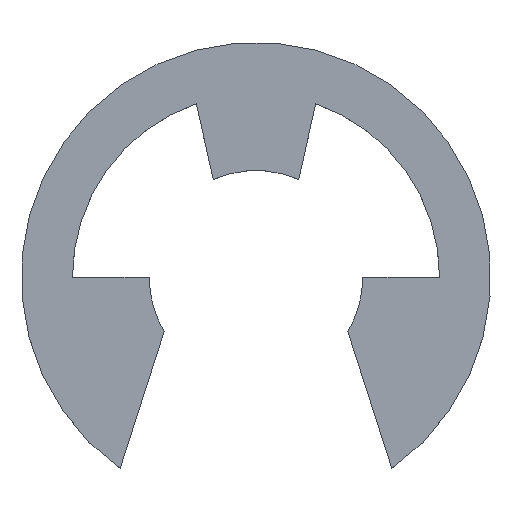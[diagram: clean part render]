
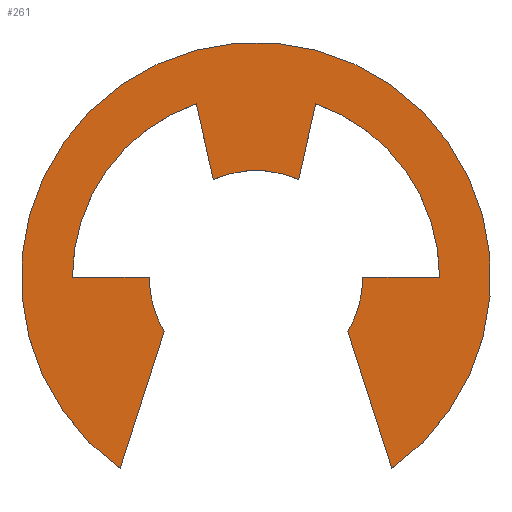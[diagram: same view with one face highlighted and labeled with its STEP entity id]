
A CAD part, top view. The second image highlights one B-rep face of the part: STEP entity #261.
In plain terms, the highlighted planar face has unit normal (0, 0, 1).
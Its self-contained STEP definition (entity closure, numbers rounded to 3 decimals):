
#16=CIRCLE('',#289,5.5);
#18=CIRCLE('',#293,2.5);
#20=CIRCLE('',#297,4.3);
#22=CIRCLE('',#301,2.5);
#24=CIRCLE('',#305,4.3);
#26=CIRCLE('',#309,2.5);
#45=FACE_OUTER_BOUND('',#59,.T.);
#59=EDGE_LOOP('',(#217,#218,#219,#220,#221,#222,#223,#224,#225,#226,#227,
#228));
#63=LINE('',#398,#87);
#68=LINE('',#411,#92);
#72=LINE('',#423,#96);
#76=LINE('',#435,#100);
#80=LINE('',#447,#104);
#84=LINE('',#459,#108);
#87=VECTOR('',#318,1000.);
#92=VECTOR('',#331,1000.);
#96=VECTOR('',#343,1000.);
#100=VECTOR('',#355,1000.);
#104=VECTOR('',#367,1000.);
#108=VECTOR('',#379,1000.);
#111=VERTEX_POINT('',#395);
#112=VERTEX_POINT('',#397);
#114=VERTEX_POINT('',#403);
#116=VERTEX_POINT('',#409);
#118=VERTEX_POINT('',#415);
#120=VERTEX_POINT('',#421);
#122=VERTEX_POINT('',#427);
#124=VERTEX_POINT('',#433);
#126=VERTEX_POINT('',#439);
#128=VERTEX_POINT('',#445);
#130=VERTEX_POINT('',#451);
#132=VERTEX_POINT('',#457);
#135=EDGE_CURVE('',#112,#111,#63,.T.);
#139=EDGE_CURVE('',#111,#114,#16,.T.);
#142=EDGE_CURVE('',#114,#116,#68,.T.);
#145=EDGE_CURVE('',#118,#116,#18,.T.);
#148=EDGE_CURVE('',#118,#120,#72,.T.);
#151=EDGE_CURVE('',#122,#120,#20,.T.);
#154=EDGE_CURVE('',#122,#124,#76,.T.);
#157=EDGE_CURVE('',#126,#124,#22,.T.);
#160=EDGE_CURVE('',#126,#128,#80,.T.);
#163=EDGE_CURVE('',#130,#128,#24,.T.);
#166=EDGE_CURVE('',#130,#132,#84,.T.);
#168=EDGE_CURVE('',#112,#132,#26,.T.);
#217=ORIENTED_EDGE('',*,*,#135,.T.);
#218=ORIENTED_EDGE('',*,*,#139,.T.);
#219=ORIENTED_EDGE('',*,*,#142,.T.);
#220=ORIENTED_EDGE('',*,*,#145,.F.);
#221=ORIENTED_EDGE('',*,*,#148,.T.);
#222=ORIENTED_EDGE('',*,*,#151,.F.);
#223=ORIENTED_EDGE('',*,*,#154,.T.);
#224=ORIENTED_EDGE('',*,*,#157,.F.);
#225=ORIENTED_EDGE('',*,*,#160,.T.);
#226=ORIENTED_EDGE('',*,*,#163,.F.);
#227=ORIENTED_EDGE('',*,*,#166,.T.);
#228=ORIENTED_EDGE('',*,*,#168,.F.);
#247=PLANE('',#310);
#261=ADVANCED_FACE('',(#45),#247,.T.);
#289=AXIS2_PLACEMENT_3D('',#405,#325,#326);
#293=AXIS2_PLACEMENT_3D('',#417,#337,#338);
#297=AXIS2_PLACEMENT_3D('',#429,#349,#350);
#301=AXIS2_PLACEMENT_3D('',#441,#361,#362);
#305=AXIS2_PLACEMENT_3D('',#453,#373,#374);
#309=AXIS2_PLACEMENT_3D('',#462,#384,#385);
#310=AXIS2_PLACEMENT_3D('',#463,#386,#387);
#318=DIRECTION('',(0.307,-0.952,0.));
#325=DIRECTION('center_axis',(0.,0.,1.));
#326=DIRECTION('ref_axis',(1.,0.,0.));
#331=DIRECTION('',(0.307,0.952,0.));
#337=DIRECTION('center_axis',(0.,0.,1.));
#338=DIRECTION('ref_axis',(1.,0.,0.));
#343=DIRECTION('',(-1.,0.,0.));
#349=DIRECTION('center_axis',(0.,0.,1.));
#350=DIRECTION('ref_axis',(1.,0.,0.));
#355=DIRECTION('',(0.22,-0.976,0.));
#361=DIRECTION('center_axis',(0.,0.,1.));
#362=DIRECTION('ref_axis',(1.,0.,0.));
#367=DIRECTION('',(0.22,0.976,0.));
#373=DIRECTION('center_axis',(0.,0.,1.));
#374=DIRECTION('ref_axis',(1.,0.,0.));
#379=DIRECTION('',(-1.,0.,0.));
#384=DIRECTION('center_axis',(0.,0.,1.));
#385=DIRECTION('ref_axis',(1.,0.,0.));
#386=DIRECTION('center_axis',(0.,0.,1.));
#387=DIRECTION('ref_axis',(1.,0.,0.));
#395=CARTESIAN_POINT('',(3.183,-4.485,0.3));
#397=CARTESIAN_POINT('',(2.15,-1.276,0.3));
#398=CARTESIAN_POINT('',(2.15,-1.276,0.3));
#403=CARTESIAN_POINT('',(-3.183,-4.485,0.3));
#405=CARTESIAN_POINT('Origin',(0.,0.,
0.3));
#409=CARTESIAN_POINT('',(-2.15,-1.276,0.3));
#411=CARTESIAN_POINT('',(-3.183,-4.485,0.3));
#415=CARTESIAN_POINT('',(-2.5,0.,0.3));
#417=CARTESIAN_POINT('Origin',(0.,0.,
0.3));
#421=CARTESIAN_POINT('',(-4.3,0.,0.3));
#423=CARTESIAN_POINT('',(-2.5,0.,0.3));
#427=CARTESIAN_POINT('',(-1.4,4.066,0.3));
#429=CARTESIAN_POINT('Origin',(0.,0.,
0.3));
#433=CARTESIAN_POINT('',(-1.,2.291,0.3));
#435=CARTESIAN_POINT('',(-1.4,4.066,0.3));
#439=CARTESIAN_POINT('',(1.,2.291,0.3));
#441=CARTESIAN_POINT('Origin',(0.,0.,
0.3));
#445=CARTESIAN_POINT('',(1.4,4.066,0.3));
#447=CARTESIAN_POINT('',(1.,2.291,0.3));
#451=CARTESIAN_POINT('',(4.3,0.,0.3));
#453=CARTESIAN_POINT('Origin',(0.,0.,0.3));
#457=CARTESIAN_POINT('',(2.5,0.,0.3));
#459=CARTESIAN_POINT('',(4.3,0.,0.3));
#462=CARTESIAN_POINT('Origin',(0.,0.,
0.3));
#463=CARTESIAN_POINT('Origin',(0.,0.,
0.3));
